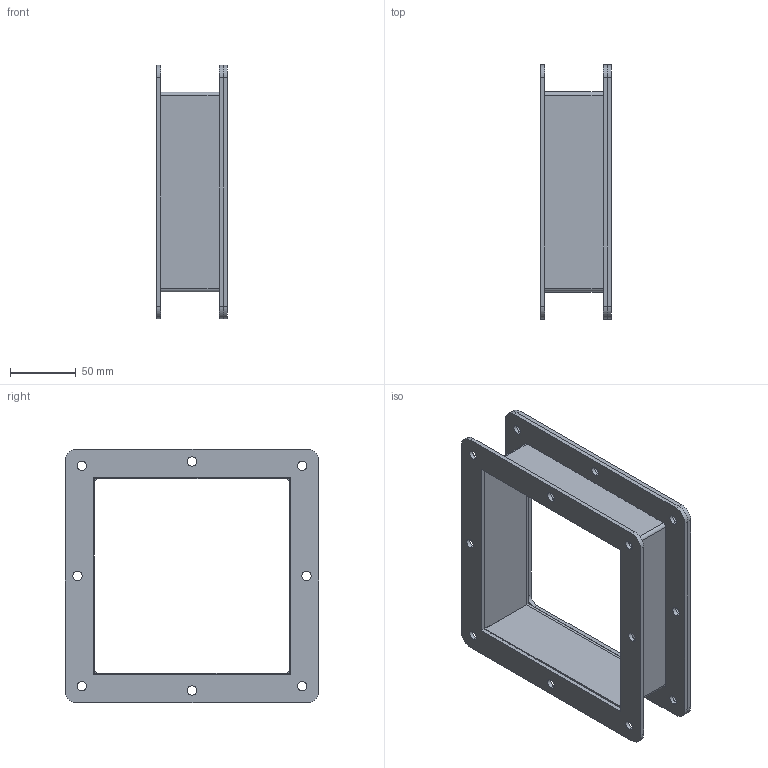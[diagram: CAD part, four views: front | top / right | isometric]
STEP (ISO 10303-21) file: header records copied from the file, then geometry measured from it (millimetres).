
FILE_DESCRIPTION (( 'STEP AP203' ), '1' );
FILE_NAME ('1487DM2.step', '2024-04-25T14:36:37', ( '' ), ( '' ), 'SwSTEP 2.0', 'SolidWorks 2023', '' );
FILE_SCHEMA (( 'CONFIG_CONTROL_DESIGN' ));
Length unit declared in the file: inch
Products named in the file (1): 1487DM2
Bounding box: 53.98 x 193.68 x 193.7 mm (x, y, z)
Volume: 185565.1 mm3; surface area: 156427.4 mm2
Topology: 4 solids, 4 shells, 112 faces, 312 edges, 208 vertices
Faces by surface type: cylinder 70, plane 42
Entity records: 3837 total; most frequent: DIRECTION 678, CARTESIAN_POINT 633, ORIENTED_EDGE 624, EDGE_CURVE 312, AXIS2_PLACEMENT_3D 253, VERTEX_POINT 208, LINE 172, VECTOR 172
